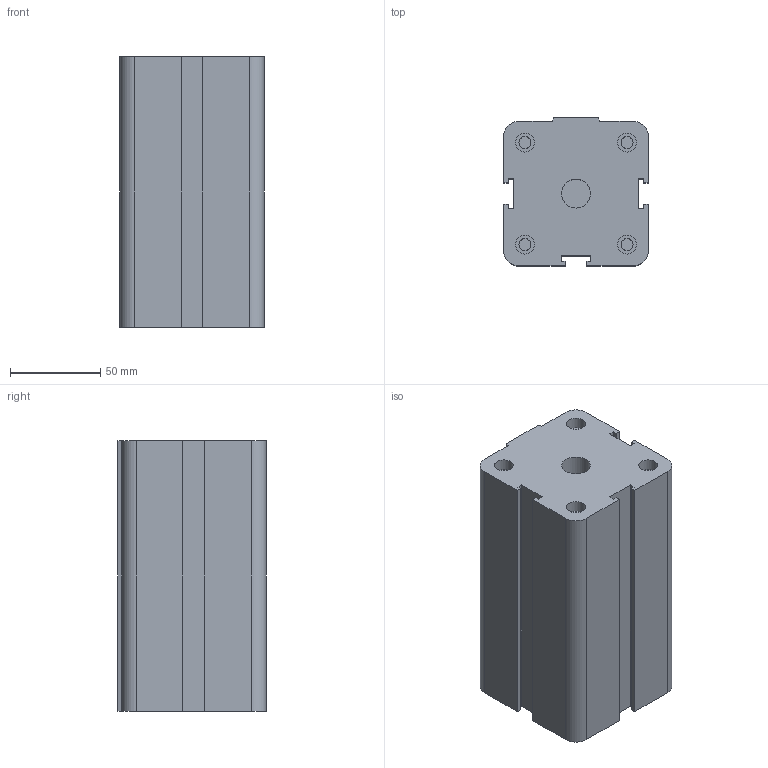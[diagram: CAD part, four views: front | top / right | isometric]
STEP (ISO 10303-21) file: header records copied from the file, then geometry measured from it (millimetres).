
FILE_DESCRIPTION(/* description */ ('Unknown'),/* implementation_level */ '2;1');
FILE_NAME(/* name */ '1561.63.100.01.1',/* time_stamp */ '2018-12-19T11:26:26-05:00',/* author */ ('Unknown'),/* organization */ ('Unknown'),/* preprocessor_version */ 'ST-DEVELOPER v16.7',/* originating_system */ 'DEX',/* authorisation */ $);
FILE_SCHEMA (('AUTOMOTIVE_DESIGN {1 0 10303 214 3 1 1}'));
Length unit declared in the file: millimetre
Products named in the file (1): 1561_63_0000_01_1_C
Bounding box: 80 x 82 x 150 mm (x, y, z)
Volume: 896570.2 mm3; surface area: 81055 mm2
Topology: 1 solids, 1 shells, 76 faces, 166 edges, 111 vertices
Faces by surface type: plane 53, cylinder 23
Full cylindrical faces by diameter (mm): 6.647 x8, 8.566 x2, 10.5 x8, 16 x1
Entity records: 2536 total; most frequent: DIRECTION 346, CARTESIAN_POINT 333, ORIENTED_EDGE 292, EDGE_CURVE 146, AXIS2_PLACEMENT_3D 123, EDGE_LOOP 114, FACE_BOUND 114, VERTEX_POINT 110
